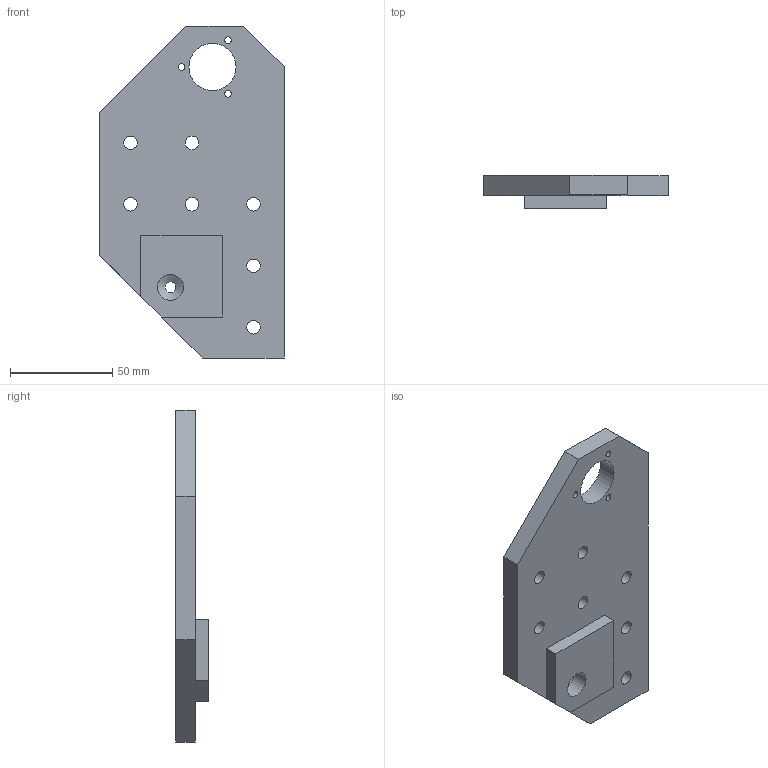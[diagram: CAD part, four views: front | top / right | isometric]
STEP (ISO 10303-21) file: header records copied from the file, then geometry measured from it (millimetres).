
FILE_DESCRIPTION(/* description */ (''),/* implementation_level */ '2;1');
FILE_NAME(/* name */ 'StageCornerBallPlate-L.stp',/* time_stamp */ '2018-09-22T21:07:30-04:00',/* author */ ('Justine Haupt'),/* organization */ (''),/* preprocessor_version */ 'ST-DEVELOPER v15.6',/* originating_system */ 'Autodesk Inventor 2015',/* authorisation */ '');
FILE_SCHEMA (('AUTOMOTIVE_DESIGN { 1 0 10303 214 3 1 1 }'));
Length unit declared in the file: millimetre
Products named in the file (1): StageCornerBallPlate-L
Bounding box: 90 x 15.88 x 162 mm (x, y, z)
Volume: 118738.1 mm3; surface area: 31039.9 mm2
Topology: 1 solids, 1 shells, 28 faces, 87 edges, 61 vertices
Faces by surface type: plane 14, cylinder 13, cone 1
Full cylindrical faces by diameter (mm): 3.242 x3, 5.359 x1, 6.6 x7, 12.71 x1, 23 x1
Entity records: 892 total; most frequent: DIRECTION 146, CARTESIAN_POINT 141, ORIENTED_EDGE 124, EDGE_LOOP 66, EDGE_CURVE 62, AXIS2_PLACEMENT_3D 55, VERTEX_POINT 50, FACE_BOUND 38
